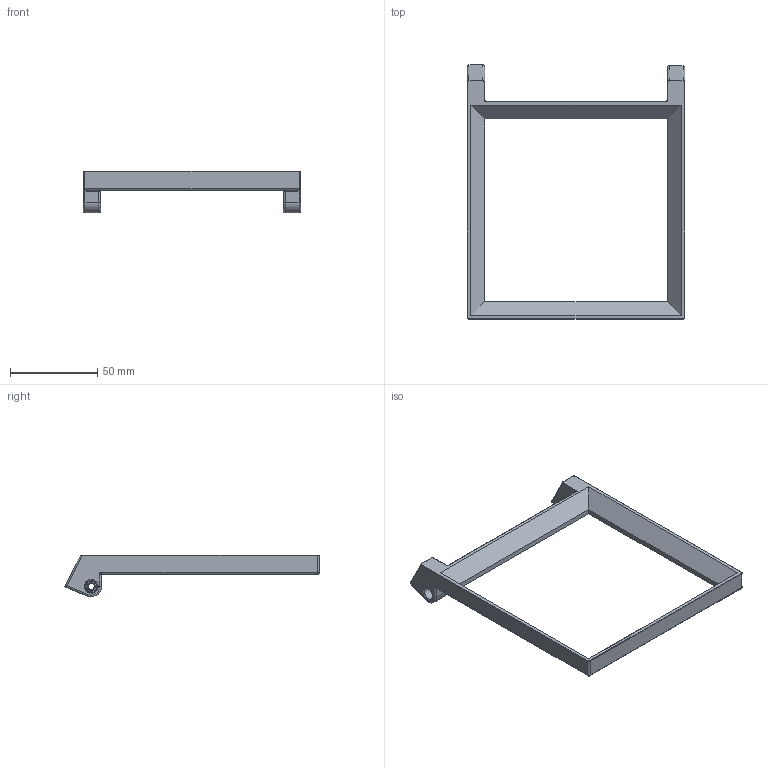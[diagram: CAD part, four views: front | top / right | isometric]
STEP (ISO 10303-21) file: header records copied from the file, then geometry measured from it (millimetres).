
FILE_DESCRIPTION(/* description */ (''),/* implementation_level */ '2;1');
FILE_NAME(/* name */ 'PCBStencil_Top.step',/* time_stamp */ '2023-11-14T23:09:48-05:00',/* author */ (''),/* organization */ (''),/* preprocessor_version */ 'ST-DEVELOPER v20',/* originating_system */ 'Autodesk Translation Framework v12.14.0.127',/* authorisation */ '');
FILE_SCHEMA (('AUTOMOTIVE_DESIGN { 1 0 10303 214 3 1 1 }'));
Length unit declared in the file: millimetre
Products named in the file (1): (Unsaved)
Bounding box: 125 x 146.09 x 23.98 mm (x, y, z)
Volume: 42664.7 mm3; surface area: 19808.1 mm2
Topology: 1 solids, 1 shells, 99 faces, 231 edges, 128 vertices
Faces by surface type: cylinder 37, plane 24, torus 20, bspline 14, sphere 4
Full cylindrical faces by diameter (mm): 3.5 x2, 7 x2
Entity records: 4029 total; most frequent: CARTESIAN_POINT 1813, DIRECTION 471, ORIENTED_EDGE 446, EDGE_CURVE 223, AXIS2_PLACEMENT_3D 188, VERTEX_POINT 128, EDGE_LOOP 107, FACE_OUTER_BOUND 99
